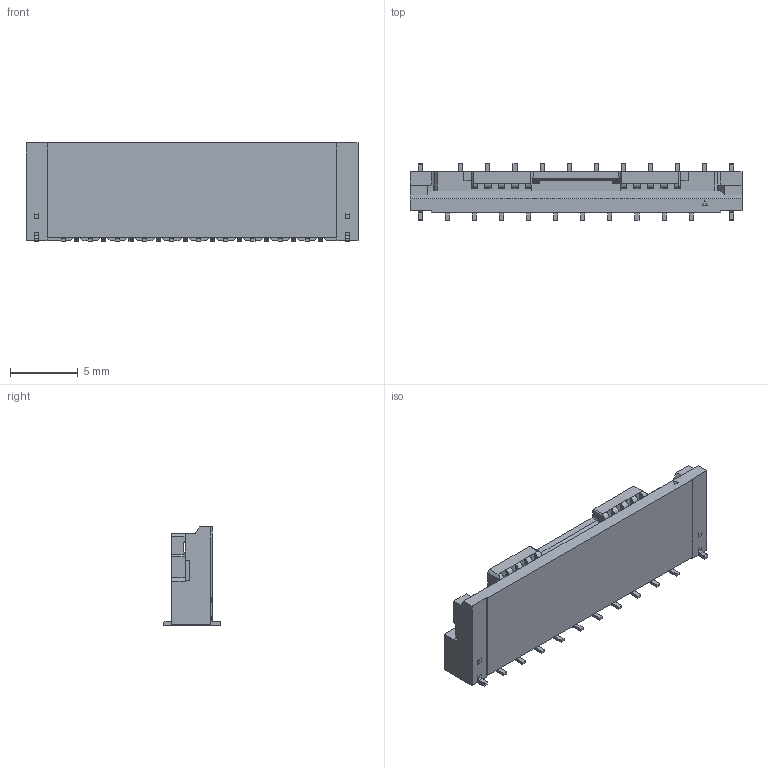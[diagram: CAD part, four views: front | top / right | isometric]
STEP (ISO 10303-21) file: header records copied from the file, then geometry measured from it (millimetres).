
FILE_DESCRIPTION (( 'STEP AP203' ), '1' );
FILE_NAME ('Customer-BB960A01(86-01845).STEP', '2020-04-30T23:02:52', ( '' ), ( '' ), 'SwSTEP 2.0', 'SolidWorks 2018', '' );
FILE_SCHEMA (( 'CONFIG_CONTROL_DESIGN' ));
Length unit declared in the file: millimetre
Products named in the file (1): Customer-BB960A01(86-01845)
Bounding box: 24.5 x 4.2 x 7.26 mm (x, y, z)
Volume: 446.1 mm3; surface area: 626.7 mm2
Topology: 1 solids, 1 shells, 505 faces, 1295 edges, 816 vertices
Faces by surface type: plane 405, cylinder 100
Entity records: 15090 total; most frequent: CARTESIAN_POINT 2639, ORIENTED_EDGE 2590, DIRECTION 2515, EDGE_CURVE 1295, VECTOR 1075, LINE 1075, VERTEX_POINT 816, AXIS2_PLACEMENT_3D 720
